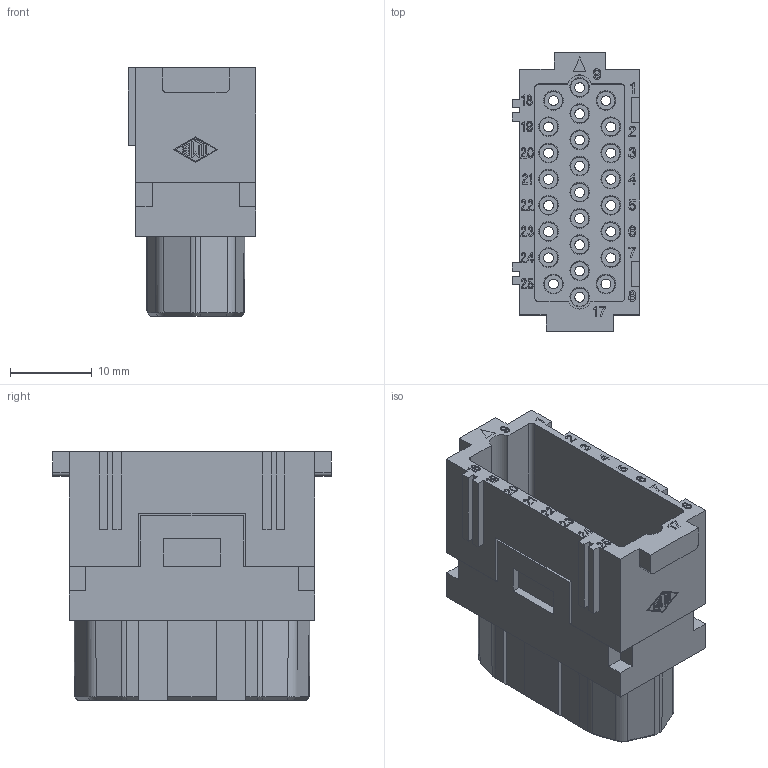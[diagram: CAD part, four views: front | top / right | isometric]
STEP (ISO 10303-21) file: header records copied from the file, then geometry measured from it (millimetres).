
FILE_DESCRIPTION(('CoCreate Modeling STEP Export'),'2;1');
FILE_NAME('CX 25 IF.stp','2011-02-14T14:20:05',(''),(''),'CoCreate Modeling STEP processor for AP214 (Solid Model)','CoCreate Modeling 16.00A 16-Aug-2008 (C) Parametric Technology GmbH','');
FILE_SCHEMA(('AUTOMOTIVE_DESIGN { 1 0 10303 214 1 1 1 1 }'));
Products named in the file (2): CX_25_IF
Assembly tree (1 placements, depth 2):
  CX_25_IF
    CX_25_IF
Bounding box: 15.6 x 34 x 30.35 mm (x, y, z)
Volume: 6100.6 mm3; surface area: 8386.4 mm2
Topology: 1 solids, 1 shells, 3343 faces, 9510 edges, 6340 vertices
Faces by surface type: plane 3019, cone 150, cylinder 143, bspline 22, extrusion 9
Entity records: 109641 total; most frequent: CARTESIAN_POINT 19833, ORIENTED_EDGE 19020, DIRECTION 15623, EDGE_CURVE 9510, VECTOR 8837, LINE 8828, VERTEX_POINT 6340, EDGE_LOOP 3568
